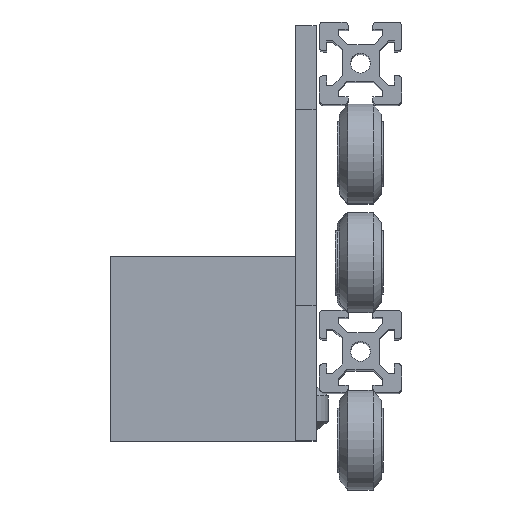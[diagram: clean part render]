
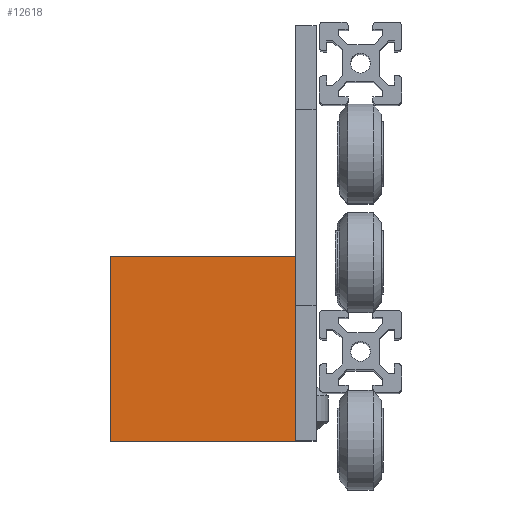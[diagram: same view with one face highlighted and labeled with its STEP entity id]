
A CAD part, top view. The second image highlights one B-rep face of the part: STEP entity #12618.
In plain terms, the highlighted planar face has unit normal (0, 0, 1).
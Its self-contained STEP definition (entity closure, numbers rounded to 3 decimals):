
#12618 = ADVANCED_FACE('',(#12619),#12633,.T.);
#12619 = FACE_BOUND('',#12620,.T.);
#12620 = EDGE_LOOP('',(#12621,#12656,#12684,#12712));
#12621 = ORIENTED_EDGE('',*,*,#12622,.T.);
#12622 = EDGE_CURVE('',#12623,#12625,#12627,.T.);
#12623 = VERTEX_POINT('',#12624);
#12624 = CARTESIAN_POINT('',(0.,42.079,138.293));
#12625 = VERTEX_POINT('',#12626);
#12626 = CARTESIAN_POINT('',(-45.,42.079,138.293));
#12627 = SURFACE_CURVE('',#12628,(#12632,#12644),.PCURVE_S1.);
#12628 = LINE('',#12629,#12630);
#12629 = CARTESIAN_POINT('',(0.,42.079,138.293)
  );
#12630 = VECTOR('',#12631,1.);
#12631 = DIRECTION('',(-1.,0.,0.));
#12632 = PCURVE('',#12633,#12638);
#12633 = PLANE('',#12634);
#12634 = AXIS2_PLACEMENT_3D('',#12635,#12636,#12637);
#12635 = CARTESIAN_POINT('',(0.,42.079,138.293)
  );
#12636 = DIRECTION('',(0.,0.,1.));
#12637 = DIRECTION('',(0.,-1.,0.));
#12638 = DEFINITIONAL_REPRESENTATION('',(#12639),#12643);
#12639 = LINE('',#12640,#12641);
#12640 = CARTESIAN_POINT('',(0.,0.));
#12641 = VECTOR('',#12642,1.);
#12642 = DIRECTION('',(0.,-1.));
#12643 = ( GEOMETRIC_REPRESENTATION_CONTEXT(2) 
PARAMETRIC_REPRESENTATION_CONTEXT() REPRESENTATION_CONTEXT('2D SPACE',''
  ) );
#12644 = PCURVE('',#12645,#12650);
#12645 = PLANE('',#12646);
#12646 = AXIS2_PLACEMENT_3D('',#12647,#12648,#12649);
#12647 = CARTESIAN_POINT('',(0.,42.079,103.293)
  );
#12648 = DIRECTION('',(0.,1.,0.));
#12649 = DIRECTION('',(0.,0.,1.));
#12650 = DEFINITIONAL_REPRESENTATION('',(#12651),#12655);
#12651 = LINE('',#12652,#12653);
#12652 = CARTESIAN_POINT('',(35.,0.));
#12653 = VECTOR('',#12654,1.);
#12654 = DIRECTION('',(0.,-1.));
#12655 = ( GEOMETRIC_REPRESENTATION_CONTEXT(2) 
PARAMETRIC_REPRESENTATION_CONTEXT() REPRESENTATION_CONTEXT('2D SPACE',''
  ) );
#12656 = ORIENTED_EDGE('',*,*,#12657,.T.);
#12657 = EDGE_CURVE('',#12625,#12658,#12660,.T.);
#12658 = VERTEX_POINT('',#12659);
#12659 = CARTESIAN_POINT('',(-45.,-2.921,138.293));
#12660 = SURFACE_CURVE('',#12661,(#12665,#12672),.PCURVE_S1.);
#12661 = LINE('',#12662,#12663);
#12662 = CARTESIAN_POINT('',(-45.,42.079,138.293));
#12663 = VECTOR('',#12664,1.);
#12664 = DIRECTION('',(0.,-1.,0.));
#12665 = PCURVE('',#12633,#12666);
#12666 = DEFINITIONAL_REPRESENTATION('',(#12667),#12671);
#12667 = LINE('',#12668,#12669);
#12668 = CARTESIAN_POINT('',(0.,-45.));
#12669 = VECTOR('',#12670,1.);
#12670 = DIRECTION('',(1.,0.));
#12671 = ( GEOMETRIC_REPRESENTATION_CONTEXT(2) 
PARAMETRIC_REPRESENTATION_CONTEXT() REPRESENTATION_CONTEXT('2D SPACE',''
  ) );
#12672 = PCURVE('',#12673,#12678);
#12673 = PLANE('',#12674);
#12674 = AXIS2_PLACEMENT_3D('',#12675,#12676,#12677);
#12675 = CARTESIAN_POINT('',(-45.,19.579,120.793));
#12676 = DIRECTION('',(1.,0.,0.));
#12677 = DIRECTION('',(0.,0.,1.));
#12678 = DEFINITIONAL_REPRESENTATION('',(#12679),#12683);
#12679 = LINE('',#12680,#12681);
#12680 = CARTESIAN_POINT('',(17.5,-22.5));
#12681 = VECTOR('',#12682,1.);
#12682 = DIRECTION('',(0.,1.));
#12683 = ( GEOMETRIC_REPRESENTATION_CONTEXT(2) 
PARAMETRIC_REPRESENTATION_CONTEXT() REPRESENTATION_CONTEXT('2D SPACE',''
  ) );
#12684 = ORIENTED_EDGE('',*,*,#12685,.F.);
#12685 = EDGE_CURVE('',#12686,#12658,#12688,.T.);
#12686 = VERTEX_POINT('',#12687);
#12687 = CARTESIAN_POINT('',(0.,-2.921,138.293)
  );
#12688 = SURFACE_CURVE('',#12689,(#12693,#12700),.PCURVE_S1.);
#12689 = LINE('',#12690,#12691);
#12690 = CARTESIAN_POINT('',(0.,-2.921,138.293)
  );
#12691 = VECTOR('',#12692,1.);
#12692 = DIRECTION('',(-1.,0.,0.));
#12693 = PCURVE('',#12633,#12694);
#12694 = DEFINITIONAL_REPRESENTATION('',(#12695),#12699);
#12695 = LINE('',#12696,#12697);
#12696 = CARTESIAN_POINT('',(45.,0.));
#12697 = VECTOR('',#12698,1.);
#12698 = DIRECTION('',(0.,-1.));
#12699 = ( GEOMETRIC_REPRESENTATION_CONTEXT(2) 
PARAMETRIC_REPRESENTATION_CONTEXT() REPRESENTATION_CONTEXT('2D SPACE',''
  ) );
#12700 = PCURVE('',#12701,#12706);
#12701 = PLANE('',#12702);
#12702 = AXIS2_PLACEMENT_3D('',#12703,#12704,#12705);
#12703 = CARTESIAN_POINT('',(0.,-2.921,138.293)
  );
#12704 = DIRECTION('',(0.,-1.,0.));
#12705 = DIRECTION('',(0.,0.,-1.));
#12706 = DEFINITIONAL_REPRESENTATION('',(#12707),#12711);
#12707 = LINE('',#12708,#12709);
#12708 = CARTESIAN_POINT('',(0.,0.));
#12709 = VECTOR('',#12710,1.);
#12710 = DIRECTION('',(0.,-1.));
#12711 = ( GEOMETRIC_REPRESENTATION_CONTEXT(2) 
PARAMETRIC_REPRESENTATION_CONTEXT() REPRESENTATION_CONTEXT('2D SPACE',''
  ) );
#12712 = ORIENTED_EDGE('',*,*,#12713,.F.);
#12713 = EDGE_CURVE('',#12623,#12686,#12714,.T.);
#12714 = SURFACE_CURVE('',#12715,(#12719,#12726),.PCURVE_S1.);
#12715 = LINE('',#12716,#12717);
#12716 = CARTESIAN_POINT('',(0.,42.079,138.293)
  );
#12717 = VECTOR('',#12718,1.);
#12718 = DIRECTION('',(0.,-1.,0.));
#12719 = PCURVE('',#12633,#12720);
#12720 = DEFINITIONAL_REPRESENTATION('',(#12721),#12725);
#12721 = LINE('',#12722,#12723);
#12722 = CARTESIAN_POINT('',(0.,0.));
#12723 = VECTOR('',#12724,1.);
#12724 = DIRECTION('',(1.,0.));
#12725 = ( GEOMETRIC_REPRESENTATION_CONTEXT(2) 
PARAMETRIC_REPRESENTATION_CONTEXT() REPRESENTATION_CONTEXT('2D SPACE',''
  ) );
#12726 = PCURVE('',#12727,#12732);
#12727 = PLANE('',#12728);
#12728 = AXIS2_PLACEMENT_3D('',#12729,#12730,#12731);
#12729 = CARTESIAN_POINT('',(0.,19.579,120.793)
  );
#12730 = DIRECTION('',(1.,0.,0.));
#12731 = DIRECTION('',(0.,0.,1.));
#12732 = DEFINITIONAL_REPRESENTATION('',(#12733),#12737);
#12733 = LINE('',#12734,#12735);
#12734 = CARTESIAN_POINT('',(17.5,-22.5));
#12735 = VECTOR('',#12736,1.);
#12736 = DIRECTION('',(0.,1.));
#12737 = ( GEOMETRIC_REPRESENTATION_CONTEXT(2) 
PARAMETRIC_REPRESENTATION_CONTEXT() REPRESENTATION_CONTEXT('2D SPACE',''
  ) );
